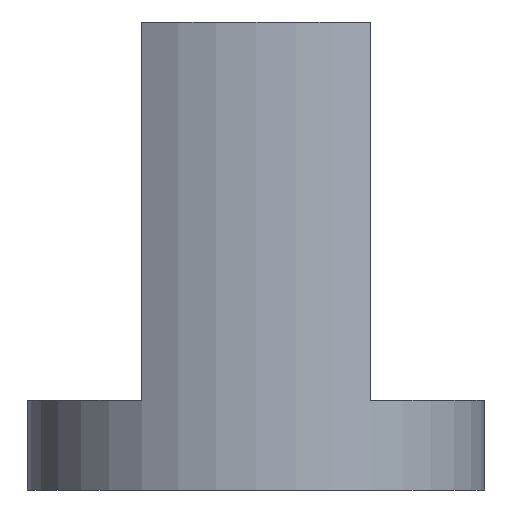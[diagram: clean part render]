
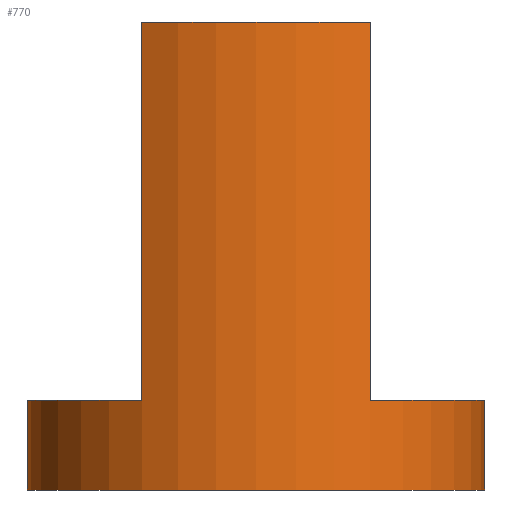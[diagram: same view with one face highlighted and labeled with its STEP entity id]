
A CAD part, front view. The second image highlights one B-rep face of the part: STEP entity #770.
In plain terms, the highlighted cylindrical face has radius 12.7 mm (diameter 25.4 mm), a partial arc.
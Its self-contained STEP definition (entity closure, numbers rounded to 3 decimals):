
#33 = CARTESIAN_POINT ( 'NONE',  ( 0., 0., 43. ) ) ;
#60 = EDGE_CURVE ( 'NONE', #111, #587, #249, .T. ) ;
#64 = ORIENTED_EDGE ( 'NONE', *, *, #528, .F. ) ;
#77 = CARTESIAN_POINT ( 'NONE',  ( 6.35, -10.999, 5. ) ) ;
#90 = CIRCLE ( 'NONE', #277, 12.7 ) ;
#111 = VERTEX_POINT ( 'NONE', #77 ) ;
#149 = VERTEX_POINT ( 'NONE', #518 ) ;
#177 = ORIENTED_EDGE ( 'NONE', *, *, #312, .F. ) ;
#193 = DIRECTION ( 'NONE',  ( 0., 0., 1. ) ) ;
#246 = CARTESIAN_POINT ( 'NONE',  ( 6.35, -10.999, 26. ) ) ;
#249 = CIRCLE ( 'NONE', #430, 12.7 ) ;
#254 = DIRECTION ( 'NONE',  ( 1., 0., 0. ) ) ;
#273 = VERTEX_POINT ( 'NONE', #708 ) ;
#277 = AXIS2_PLACEMENT_3D ( 'NONE', #478, #916, #747 ) ;
#312 = EDGE_CURVE ( 'NONE', #582, #987, #1000, .T. ) ;
#347 = CARTESIAN_POINT ( 'NONE',  ( -6.35, -10.999, 5. ) ) ;
#365 = VECTOR ( 'NONE', #978, 1000. ) ;
#375 = VECTOR ( 'NONE', #428, 1000. ) ;
#377 = ORIENTED_EDGE ( 'NONE', *, *, #991, .F. ) ;
#402 = LINE ( 'NONE', #778, #375 ) ;
#403 = FACE_OUTER_BOUND ( 'NONE', #514, .T. ) ;
#405 = LINE ( 'NONE', #807, #865 ) ;
#417 = ORIENTED_EDGE ( 'NONE', *, *, #640, .F. ) ;
#419 = ORIENTED_EDGE ( 'NONE', *, *, #622, .F. ) ;
#428 = DIRECTION ( 'NONE',  ( 0., 0., 1. ) ) ;
#430 = AXIS2_PLACEMENT_3D ( 'NONE', #1117, #495, #254 ) ;
#431 = ORIENTED_EDGE ( 'NONE', *, *, #583, .T. ) ;
#450 = CARTESIAN_POINT ( 'NONE',  ( 12.7, 0., 5. ) ) ;
#460 = DIRECTION ( 'NONE',  ( 0., 0., 1. ) ) ;
#478 = CARTESIAN_POINT ( 'NONE',  ( 0., 0., 0. ) ) ;
#495 = DIRECTION ( 'NONE',  ( 0., 0., 1. ) ) ;
#498 = CIRCLE ( 'NONE', #979, 12.7 ) ;
#500 = CARTESIAN_POINT ( 'NONE',  ( 0., 0., 26. ) ) ;
#514 = EDGE_LOOP ( 'NONE', ( #377, #789, #431, #1092, #417, #64, #419, #177 ) ) ;
#518 = CARTESIAN_POINT ( 'NONE',  ( -6.35, -10.999, 26. ) ) ;
#528 = EDGE_CURVE ( 'NONE', #149, #983, #498, .T. ) ;
#530 = CARTESIAN_POINT ( 'NONE',  ( -6.35, -10.999, 43. ) ) ;
#560 = LINE ( 'NONE', #530, #365 ) ;
#582 = VERTEX_POINT ( 'NONE', #806 ) ;
#583 = EDGE_CURVE ( 'NONE', #946, #587, #740, .T. ) ;
#587 = VERTEX_POINT ( 'NONE', #450 ) ;
#593 = DIRECTION ( 'NONE',  ( 1., 0., 0. ) ) ;
#622 = EDGE_CURVE ( 'NONE', #987, #149, #560, .T. ) ;
#640 = EDGE_CURVE ( 'NONE', #983, #111, #405, .T. ) ;
#653 = DIRECTION ( 'NONE',  ( 0., 0., 1. ) ) ;
#683 = VECTOR ( 'NONE', #193, 1000. ) ;
#708 = CARTESIAN_POINT ( 'NONE',  ( -12.7, 0., 0. ) ) ;
#711 = AXIS2_PLACEMENT_3D ( 'NONE', #33, #653, #751 ) ;
#720 = EDGE_CURVE ( 'NONE', #273, #946, #90, .T. ) ;
#740 = LINE ( 'NONE', #901, #683 ) ;
#747 = DIRECTION ( 'NONE',  ( 1., 0., 0. ) ) ;
#751 = DIRECTION ( 'NONE',  ( 1., 0., 0. ) ) ;
#770 = ADVANCED_FACE ( 'NONE', ( #403 ), #799, .T. ) ;
#778 = CARTESIAN_POINT ( 'NONE',  ( -12.7, 0., 43. ) ) ;
#780 = DIRECTION ( 'NONE',  ( 0., 0., 1. ) ) ;
#789 = ORIENTED_EDGE ( 'NONE', *, *, #720, .T. ) ;
#795 = AXIS2_PLACEMENT_3D ( 'NONE', #992, #460, #830 ) ;
#799 = CYLINDRICAL_SURFACE ( 'NONE', #711, 12.7 ) ;
#806 = CARTESIAN_POINT ( 'NONE',  ( -12.7, 0., 5. ) ) ;
#807 = CARTESIAN_POINT ( 'NONE',  ( 6.35, -10.999, 43. ) ) ;
#830 = DIRECTION ( 'NONE',  ( 1., 0., 0. ) ) ;
#865 = VECTOR ( 'NONE', #1062, 1000. ) ;
#901 = CARTESIAN_POINT ( 'NONE',  ( 12.7, 0., 43. ) ) ;
#916 = DIRECTION ( 'NONE',  ( 0., 0., 1. ) ) ;
#946 = VERTEX_POINT ( 'NONE', #1032 ) ;
#978 = DIRECTION ( 'NONE',  ( 0., 0., 1. ) ) ;
#979 = AXIS2_PLACEMENT_3D ( 'NONE', #500, #780, #593 ) ;
#983 = VERTEX_POINT ( 'NONE', #246 ) ;
#987 = VERTEX_POINT ( 'NONE', #347 ) ;
#991 = EDGE_CURVE ( 'NONE', #273, #582, #402, .T. ) ;
#992 = CARTESIAN_POINT ( 'NONE',  ( 0., 0., 5. ) ) ;
#1000 = CIRCLE ( 'NONE', #795, 12.7 ) ;
#1032 = CARTESIAN_POINT ( 'NONE',  ( 12.7, 0., 0. ) ) ;
#1062 = DIRECTION ( 'NONE',  ( 0., 0., -1. ) ) ;
#1092 = ORIENTED_EDGE ( 'NONE', *, *, #60, .F. ) ;
#1117 = CARTESIAN_POINT ( 'NONE',  ( 0., 0., 5. ) ) ;
